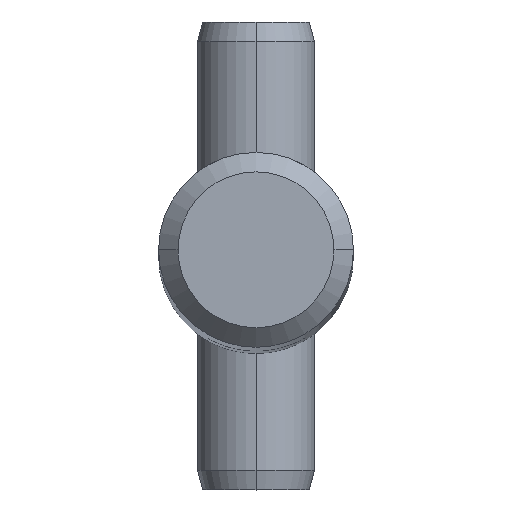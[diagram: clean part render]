
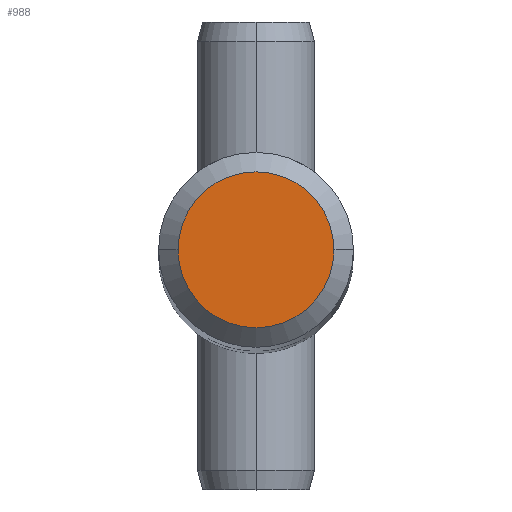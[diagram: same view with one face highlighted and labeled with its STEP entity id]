
A CAD part, top view. The second image highlights one B-rep face of the part: STEP entity #988.
In plain terms, the highlighted planar face has unit normal (0, 0, 1).
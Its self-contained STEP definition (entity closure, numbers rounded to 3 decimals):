
#6 = CARTESIAN_POINT ( 'NONE',  ( 0., 0., 95. ) ) ;
#88 = AXIS2_PLACEMENT_3D ( 'NONE', #6, #929, #335 ) ;
#142 = CARTESIAN_POINT ( 'NONE',  ( 0., 0., 95. ) ) ;
#159 = DIRECTION ( 'NONE',  ( 0., 0., 1. ) ) ;
#197 = EDGE_CURVE ( 'NONE', #367, #400, #469, .T. ) ;
#205 = AXIS2_PLACEMENT_3D ( 'NONE', #142, #159, #1364 ) ;
#216 = CARTESIAN_POINT ( 'NONE',  ( -2., 0., 95. ) ) ;
#335 = DIRECTION ( 'NONE',  ( 1., 0., 0. ) ) ;
#367 = VERTEX_POINT ( 'NONE', #668 ) ;
#371 = PLANE ( 'NONE',  #205 ) ;
#400 = VERTEX_POINT ( 'NONE', #216 ) ;
#469 = CIRCLE ( 'NONE', #996, 2. ) ;
#668 = CARTESIAN_POINT ( 'NONE',  ( 2., 0., 95. ) ) ;
#819 = CARTESIAN_POINT ( 'NONE',  ( 0., 0., 95. ) ) ;
#881 = FACE_OUTER_BOUND ( 'NONE', #1136, .T. ) ;
#908 = ORIENTED_EDGE ( 'NONE', *, *, #1334, .T. ) ;
#929 = DIRECTION ( 'NONE',  ( 0., 0., 1. ) ) ;
#988 = ADVANCED_FACE ( 'NONE', ( #881 ), #371, .T. ) ;
#996 = AXIS2_PLACEMENT_3D ( 'NONE', #819, #1079, #1192 ) ;
#1030 = CIRCLE ( 'NONE', #88, 2. ) ;
#1079 = DIRECTION ( 'NONE',  ( 0., 0., 1. ) ) ;
#1136 = EDGE_LOOP ( 'NONE', ( #908, #1477 ) ) ;
#1192 = DIRECTION ( 'NONE',  ( 1., 0., 0. ) ) ;
#1334 = EDGE_CURVE ( 'NONE', #400, #367, #1030, .T. ) ;
#1364 = DIRECTION ( 'NONE',  ( 1., 0., 0. ) ) ;
#1477 = ORIENTED_EDGE ( 'NONE', *, *, #197, .T. ) ;
